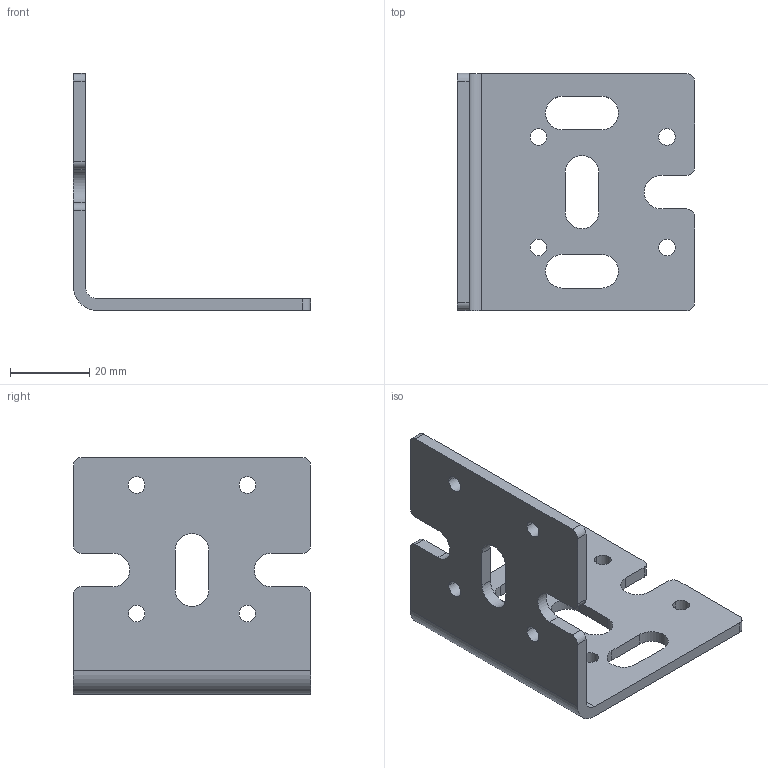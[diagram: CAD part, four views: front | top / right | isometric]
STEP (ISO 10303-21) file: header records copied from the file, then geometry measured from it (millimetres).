
FILE_DESCRIPTION(('Creo Elements/Direct Modeling STEP Export'),'2;1');
FILE_NAME('0092.0567_WS-BWU160.pkg.stp','2017-07-14T16:34:39',(''),(''),'PTC Creo Elements/Direct Modeling STEP processor for AP214 (Solid Model)','PTC Creo Elements/Direct Modeling 19.0C 15-Aug-2015 (C) Parametric Technology GmbH','');
FILE_SCHEMA(('AUTOMOTIVE_DESIGN { 1 0 10303 214 1 1 1 1 }'));
Length unit declared in the file: millimetre
Products named in the file (2): Befestigungswinkel-Wand_sk5472b.1
Assembly tree (1 placements, depth 2):
  Befestigungswinkel-Wand_sk5472b.1
    Befestigungswinkel-Wand_sk5472b.1
Bounding box: 60 x 60 x 60 mm (x, y, z)
Volume: 17671 mm3; surface area: 13897.1 mm2
Topology: 1 solids, 1 shells, 64 faces, 186 edges, 124 vertices
Faces by surface type: cylinder 39, plane 25
Entity records: 2169 total; most frequent: ORIENTED_EDGE 372, DIRECTION 364, CARTESIAN_POINT 360, EDGE_CURVE 186, AXIS2_PLACEMENT_3D 128, VERTEX_POINT 124, VECTOR 108, LINE 108
